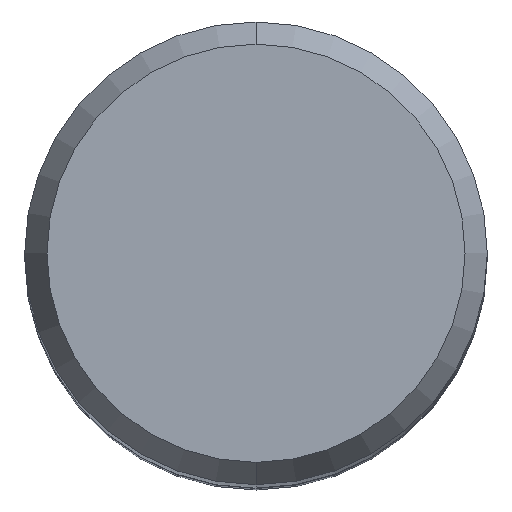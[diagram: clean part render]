
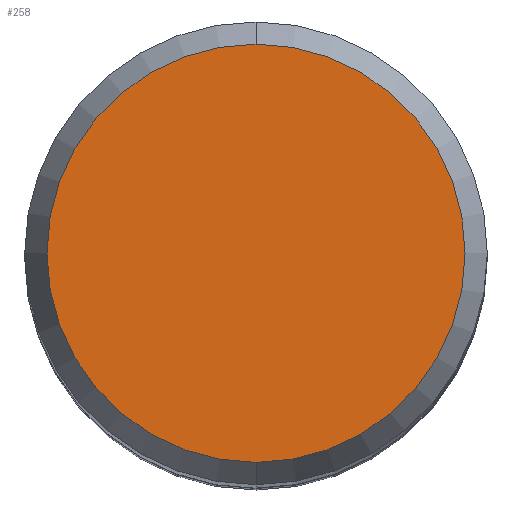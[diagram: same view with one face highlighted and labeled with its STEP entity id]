
A CAD part, top view. The second image highlights one B-rep face of the part: STEP entity #258.
In plain terms, the highlighted planar face has unit normal (0, 0, 1).
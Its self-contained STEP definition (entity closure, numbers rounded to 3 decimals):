
#154=VERTEX_POINT('',#344);
#184=EDGE_CURVE('',#206,#154,#381,.T.);
#206=VERTEX_POINT('',#406);
#224=EDGE_CURVE('',#154,#206,#426,.T.);
#258=ADVANCED_FACE('',(#464),#465,.T.);
#344=CARTESIAN_POINT('',(0.,-5.423,0.01));
#381=CIRCLE('',#608,5.423);
#406=CARTESIAN_POINT('',(0.0,5.423,0.01));
#426=CIRCLE('',#662,5.423);
#464=FACE_OUTER_BOUND('',#715,.T.);
#465=PLANE('',#716);
#608=AXIS2_PLACEMENT_3D('',#845,#846,#847);
#662=AXIS2_PLACEMENT_3D('',#905,#906,#907);
#715=EDGE_LOOP('',(#947,#948));
#716=AXIS2_PLACEMENT_3D('',#949,#950,#951);
#845=CARTESIAN_POINT('',(0.0,0.0,0.01));
#846=DIRECTION('',(0.0,0.0,-1.0));
#847=DIRECTION('',(0.0,1.0,0.0));
#905=CARTESIAN_POINT('',(0.0,0.0,0.01));
#906=DIRECTION('',(0.0,0.0,-1.0));
#907=DIRECTION('',(0.0,1.0,0.0));
#947=ORIENTED_EDGE('',*,*,#184,.F.);
#948=ORIENTED_EDGE('',*,*,#224,.F.);
#949=CARTESIAN_POINT('',(0.0,2.711,0.01));
#950=DIRECTION('',(-0.0,0.0,1.0));
#951=DIRECTION('',(0.0,-1.0,0.0));
